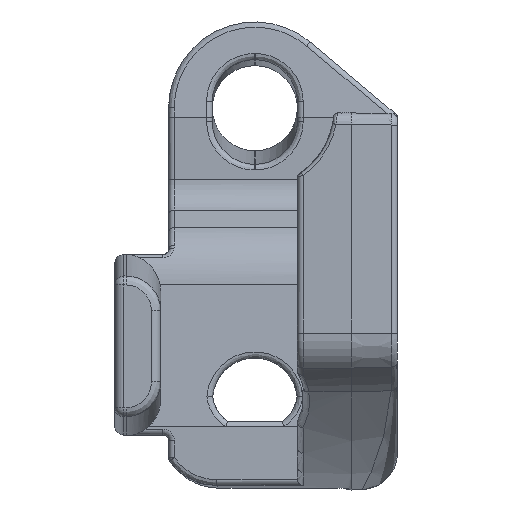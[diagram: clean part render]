
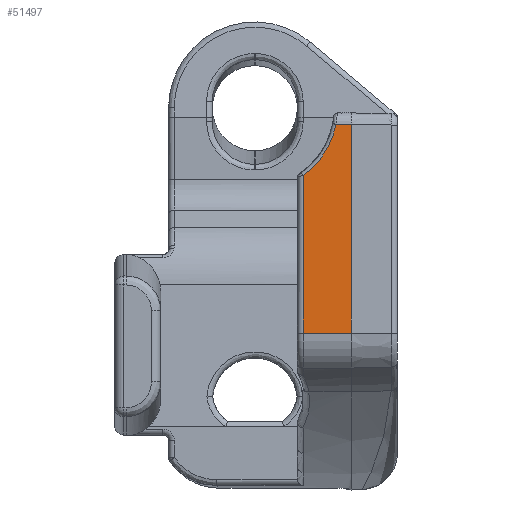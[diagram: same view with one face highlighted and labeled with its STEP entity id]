
A CAD part, left-side view. The second image highlights one B-rep face of the part: STEP entity #51497.
In plain terms, the highlighted planar face has unit normal (-1, 0, 0).
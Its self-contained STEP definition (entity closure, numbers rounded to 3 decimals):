
#17165=DIRECTION('',(0.,1.,0.));
#17166=VECTOR('',#17165,4.2);
#17167=CARTESIAN_POINT('',(-57.15,-8.4,-6.85));
#17168=LINE('',#17167,#17166);
#17172=CARTESIAN_POINT('',(-57.15,0.,12.7));
#17173=DIRECTION('',(-1.,0.,0.));
#17174=DIRECTION('',(0.,-0.583,-0.812));
#17175=AXIS2_PLACEMENT_3D('',#17172,#17173,#17174);
#17180=DIRECTION('',(0.,1.,0.));
#17181=VECTOR('',#17180,1.337);
#17182=CARTESIAN_POINT('',(-57.15,-8.4,11.3));
#17183=LINE('',#17182,#17181);
#17187=DIRECTION('',(0.,0.,-1.));
#17188=VECTOR('',#17187,13.702);
#17189=CARTESIAN_POINT('',(-57.15,-4.2,6.852));
#17190=LINE('',#17189,#17188);
#17247=CARTESIAN_POINT('',(-57.15,-7.063,11.3));
#21882=CARTESIAN_POINT('',(-57.15,-8.4,11.3));
#21901=DIRECTION('',(0.,0.,1.));
#21902=VECTOR('',#21901,18.15);
#21903=CARTESIAN_POINT('',(-57.15,-8.4,-6.85));
#21904=LINE('',#21903,#21902);
#32339=VERTEX_POINT('',#21882);
#32345=CARTESIAN_POINT('',(-57.15,-8.4,-6.85));
#32347=VERTEX_POINT('',#32345);
#32652=CARTESIAN_POINT('',(-57.15,-4.2,-6.85));
#32653=VERTEX_POINT('',#32652);
#33274=VERTEX_POINT('',#17247);
#33276=CARTESIAN_POINT('',(-57.15,-4.2,6.852));
#33277=VERTEX_POINT('',#33276);
#51482=CARTESIAN_POINT('',(-57.15,-8.4,11.3));
#51483=DIRECTION('',(1.,0.,0.));
#51484=DIRECTION('',(0.,0.,-1.));
#51485=AXIS2_PLACEMENT_3D('',#51482,#51483,#51484);
#51486=PLANE('',#51485);
#51488=ORIENTED_EDGE('',*,*,#51487,.T.);
#51490=ORIENTED_EDGE('',*,*,#51489,.F.);
#51492=ORIENTED_EDGE('',*,*,#51491,.F.);
#51493=ORIENTED_EDGE('',*,*,#51474,.T.);
#51494=ORIENTED_EDGE('',*,*,#37734,.F.);
#51495=EDGE_LOOP('',(#51488,#51490,#51492,#51493,#51494));
#51496=FACE_OUTER_BOUND('',#51495,.F.);
#17176=CIRCLE('',#17175,7.2);
#37734=EDGE_CURVE('',#33277,#32653,#17190,.T.);
#51474=EDGE_CURVE('',#32347,#32653,#17168,.T.);
#51487=EDGE_CURVE('',#33277,#33274,#17176,.T.);
#51489=EDGE_CURVE('',#32339,#33274,#17183,.T.);
#51491=EDGE_CURVE('',#32347,#32339,#21904,.T.);
#51497=ADVANCED_FACE('',(#51496),#51486,.F.);
